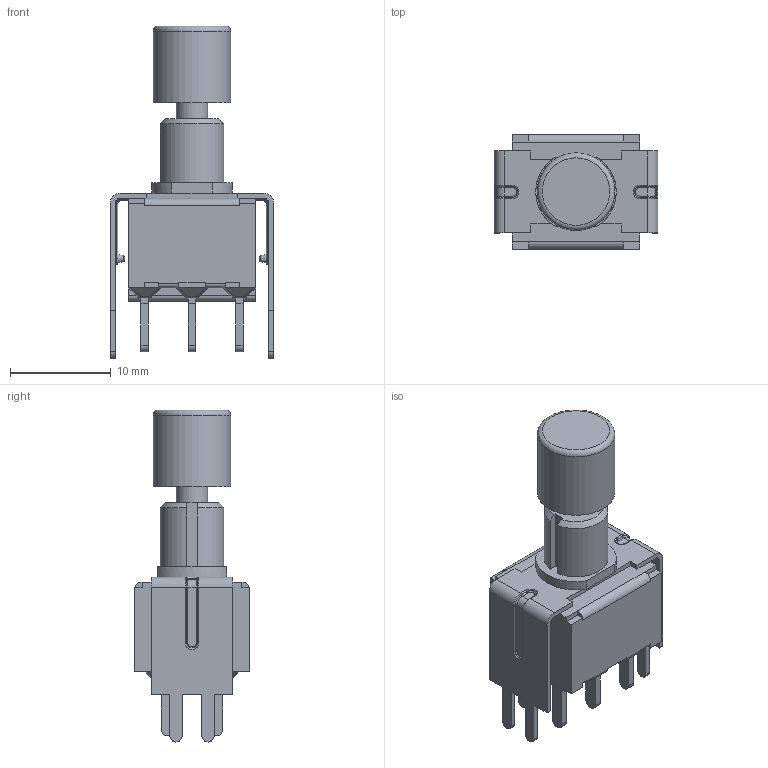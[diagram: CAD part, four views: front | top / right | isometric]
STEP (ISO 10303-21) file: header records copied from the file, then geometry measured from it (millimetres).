
FILE_DESCRIPTION((' '),'2;1');
FILE_NAME('700DP7B20VS2xEC1xxx.stp','2017-07-21T16:29:46',(' '),(' '),' ','ACIS',' ');
FILE_SCHEMA(('CONFIG_CONTROL_DESIGN'));
Length unit declared in the file: inch
Products named in the file (3): 700DP7B20VS2xEC1xxx.stp; Body1; Body2
Assembly tree (2 placements, depth 2):
  700DP7B20VS2xEC1xxx.stp
    Body1
    Body2
Bounding box: 16.26 x 11.43 x 32.97 mm (x, y, z)
Volume: 2064.1 mm3; surface area: 2256.2 mm2
Topology: 2 solids, 5 shells, 451 faces, 1132 edges, 702 vertices
Faces by surface type: plane 236, cylinder 143, torus 43, sphere 24, cone 3, bspline 2
Full cylindrical faces by diameter (mm): 3.1 x1, 7.7 x1
Entity records: 13796 total; most frequent: CARTESIAN_POINT 2443, DIRECTION 2372, ORIENTED_EDGE 2246, EDGE_CURVE 1123, AXIS2_PLACEMENT_3D 809, VECTOR 754, LINE 754, VERTEX_POINT 700
